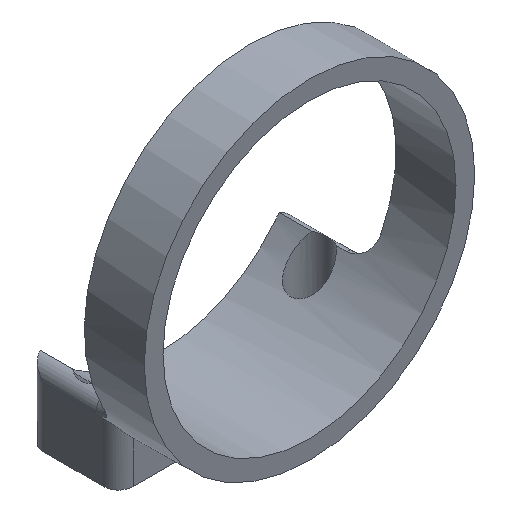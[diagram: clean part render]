
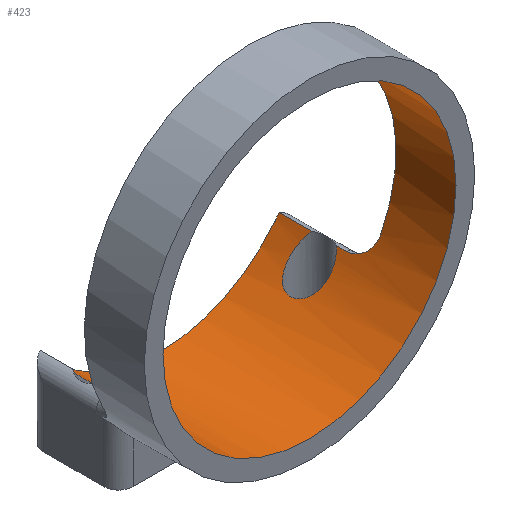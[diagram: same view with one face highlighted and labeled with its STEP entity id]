
A CAD part, isometric view. The second image highlights one B-rep face of the part: STEP entity #423.
In plain terms, the highlighted cylindrical face has radius 19.55 mm (diameter 39.1 mm), a full revolution.
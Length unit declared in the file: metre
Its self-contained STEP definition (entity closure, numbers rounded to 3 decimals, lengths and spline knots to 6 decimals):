
#27=LINE('',#686,#51);
#28=LINE('',#702,#52);
#29=LINE('',#716,#53);
#30=LINE('',#732,#54);
#51=VECTOR('',#532,1.);
#52=VECTOR('',#533,1.);
#53=VECTOR('',#536,1.);
#54=VECTOR('',#537,1.);
#75=CYLINDRICAL_SURFACE('',#467,0.01955);
#85=B_SPLINE_CURVE_WITH_KNOTS('',3,(#637,#638,#639,#640,#641),
 .UNSPECIFIED.,.F.,.F.,(4,1,4),(0.,0.002363,0.004726),
 .UNSPECIFIED.);
#90=B_SPLINE_CURVE_WITH_KNOTS('',3,(#680,#681,#682,#683,#684),
 .UNSPECIFIED.,.F.,.F.,(4,1,4),(0.,0.002359,0.004718),
 .UNSPECIFIED.);
#91=B_SPLINE_CURVE_WITH_KNOTS('',3,(#688,#689,#690,#691,#692,#693,#694,
#695,#696,#697,#698,#699,#700),.UNSPECIFIED.,.F.,.F.,(4,1,1,1,1,1,1,1,1,
1,4),(0.000095,0.002047,0.003999,0.005952,
0.006928,0.007904,0.00888,0.009856,
0.011808,0.01376,0.015712),.UNSPECIFIED.);
#92=B_SPLINE_CURVE_WITH_KNOTS('',3,(#704,#705,#706,#707),.UNSPECIFIED.,
 .F.,.F.,(4,4),(0.,0.00071),.UNSPECIFIED.);
#93=B_SPLINE_CURVE_WITH_KNOTS('',3,(#711,#712,#713,#714),.UNSPECIFIED.,
 .F.,.F.,(4,4),(0.,0.000706),.UNSPECIFIED.);
#94=B_SPLINE_CURVE_WITH_KNOTS('',3,(#718,#719,#720,#721,#722,#723,#724,
#725,#726,#727,#728,#729,#730),.UNSPECIFIED.,.F.,.F.,(4,1,1,1,1,1,1,1,1,
1,4),(0.000095,0.002047,0.003999,0.005952,
0.006928,0.007904,0.00888,0.009856,
0.011808,0.01376,0.015712),.UNSPECIFIED.);
#115=ORIENTED_EDGE('',*,*,#225,.F.);
#116=ORIENTED_EDGE('',*,*,#237,.T.);
#117=ORIENTED_EDGE('',*,*,#238,.F.);
#118=ORIENTED_EDGE('',*,*,#239,.T.);
#119=ORIENTED_EDGE('',*,*,#240,.T.);
#120=ORIENTED_EDGE('',*,*,#241,.F.);
#121=ORIENTED_EDGE('',*,*,#242,.T.);
#122=ORIENTED_EDGE('',*,*,#243,.T.);
#123=ORIENTED_EDGE('',*,*,#244,.F.);
#124=ORIENTED_EDGE('',*,*,#245,.T.);
#125=ORIENTED_EDGE('',*,*,#236,.F.);
#126=ORIENTED_EDGE('',*,*,#246,.F.);
#127=ORIENTED_EDGE('',*,*,#247,.T.);
#225=EDGE_CURVE('',#287,#288,#85,.F.);
#236=EDGE_CURVE('',#296,#294,#90,.F.);
#237=EDGE_CURVE('',#287,#297,#27,.F.);
#238=EDGE_CURVE('',#298,#297,#91,.T.);
#239=EDGE_CURVE('',#298,#299,#28,.F.);
#240=EDGE_CURVE('',#299,#300,#92,.T.);
#241=EDGE_CURVE('',#301,#300,#333,.T.);
#242=EDGE_CURVE('',#301,#302,#93,.T.);
#243=EDGE_CURVE('',#302,#303,#29,.T.);
#244=EDGE_CURVE('',#304,#303,#94,.T.);
#245=EDGE_CURVE('',#304,#294,#30,.T.);
#246=EDGE_CURVE('',#288,#296,#334,.T.);
#247=EDGE_CURVE('',#305,#305,#335,.T.);
#287=VERTEX_POINT('',#636);
#288=VERTEX_POINT('',#642);
#294=VERTEX_POINT('',#670);
#296=VERTEX_POINT('',#679);
#297=VERTEX_POINT('',#687);
#298=VERTEX_POINT('',#701);
#299=VERTEX_POINT('',#703);
#300=VERTEX_POINT('',#708);
#301=VERTEX_POINT('',#710);
#302=VERTEX_POINT('',#715);
#303=VERTEX_POINT('',#717);
#304=VERTEX_POINT('',#731);
#305=VERTEX_POINT('',#735);
#333=CIRCLE('',#468,0.01955);
#334=CIRCLE('',#469,0.01955);
#335=CIRCLE('',#470,0.01955);
#353=EDGE_LOOP('',(#115,#116,#117,#118,#119,#120,#121,#122,#123,#124,#125,
#126));
#354=EDGE_LOOP('',(#127));
#387=FACE_BOUND('',#353,.T.);
#388=FACE_BOUND('',#354,.T.);
#423=ADVANCED_FACE('',(#387,#388),#75,.F.);
#467=AXIS2_PLACEMENT_3D('',#685,#530,#531);
#468=AXIS2_PLACEMENT_3D('',#709,#534,#535);
#469=AXIS2_PLACEMENT_3D('',#733,#538,#539);
#470=AXIS2_PLACEMENT_3D('',#734,#540,#541);
#530=DIRECTION('',(0.,-1.,0.));
#531=DIRECTION('',(0.,0.,-1.));
#532=DIRECTION('',(0.,-1.,0.));
#533=DIRECTION('',(0.,-1.,0.));
#534=DIRECTION('',(0.,-1.,0.));
#535=DIRECTION('',(0.,0.,-1.));
#536=DIRECTION('',(0.,-1.,0.));
#537=DIRECTION('',(0.,-1.,0.));
#538=DIRECTION('',(0.,-1.,0.));
#539=DIRECTION('',(0.,0.,-1.));
#540=DIRECTION('',(0.,-1.,0.));
#541=DIRECTION('',(0.,0.,-1.));
#636=CARTESIAN_POINT('',(0.066122,0.011,-0.011345));
#637=CARTESIAN_POINT('',(0.067699,0.008,-0.008717));
#638=CARTESIAN_POINT('',(0.067343,0.008,-0.009432));
#639=CARTESIAN_POINT('',(0.066548,0.008658,-0.01077));
#640=CARTESIAN_POINT('',(0.066122,0.0102,-0.011345));
#641=CARTESIAN_POINT('',(0.066122,0.011,-0.011345));
#642=CARTESIAN_POINT('',(0.067699,0.008,-0.008717));
#670=CARTESIAN_POINT('',(0.034278,0.011,-0.011345));
#679=CARTESIAN_POINT('',(0.032701,0.008,-0.008717));
#680=CARTESIAN_POINT('',(0.034278,0.011,-0.011345));
#681=CARTESIAN_POINT('',(0.034278,0.0102,-0.011345));
#682=CARTESIAN_POINT('',(0.033853,0.00866,-0.010772));
#683=CARTESIAN_POINT('',(0.033057,0.008,-0.009432));
#684=CARTESIAN_POINT('',(0.032701,0.008,-0.008717));
#685=CARTESIAN_POINT('',(0.0502,0.008,0.));
#686=CARTESIAN_POINT('',(0.066122,0.008,-0.011345));
#687=CARTESIAN_POINT('',(0.066122,0.012324,-0.011345));
#688=CARTESIAN_POINT('',(0.066122,0.015676,-0.011345));
#689=CARTESIAN_POINT('',(0.065804,0.016041,-0.011791));
#690=CARTESIAN_POINT('',(0.065047,0.016519,-0.012768));
#691=CARTESIAN_POINT('',(0.063681,0.016634,-0.014207));
#692=CARTESIAN_POINT('',(0.062465,0.016028,-0.015239));
#693=CARTESIAN_POINT('',(0.061784,0.01499,-0.01575));
#694=CARTESIAN_POINT('',(0.061584,0.014011,-0.015893));
#695=CARTESIAN_POINT('',(0.061778,0.013023,-0.015755));
#696=CARTESIAN_POINT('',(0.062459,0.011976,-0.015243));
#697=CARTESIAN_POINT('',(0.063676,0.011367,-0.014211));
#698=CARTESIAN_POINT('',(0.065043,0.011479,-0.012773));
#699=CARTESIAN_POINT('',(0.065803,0.011959,-0.011792));
#700=CARTESIAN_POINT('',(0.066122,0.012324,-0.011345));
#701=CARTESIAN_POINT('',(0.066122,0.015676,-0.011345));
#702=CARTESIAN_POINT('',(0.066122,0.016162,-0.011345));
#703=CARTESIAN_POINT('',(0.066122,0.019955,-0.011345));
#704=CARTESIAN_POINT('',(0.066122,0.019955,-0.011345));
#705=CARTESIAN_POINT('',(0.065985,0.019985,-0.011537));
#706=CARTESIAN_POINT('',(0.065845,0.02,-0.011726));
#707=CARTESIAN_POINT('',(0.0657,0.02,-0.011914));
#708=CARTESIAN_POINT('',(0.0657,0.02,-0.011914));
#709=CARTESIAN_POINT('',(0.0502,0.02,0.));
#710=CARTESIAN_POINT('',(0.0347,0.02,-0.011914));
#711=CARTESIAN_POINT('',(0.0347,0.02,-0.011914));
#712=CARTESIAN_POINT('',(0.034554,0.02,-0.011725));
#713=CARTESIAN_POINT('',(0.034414,0.019984,-0.011535));
#714=CARTESIAN_POINT('',(0.034278,0.019955,-0.011345));
#715=CARTESIAN_POINT('',(0.034278,0.019955,-0.011345));
#716=CARTESIAN_POINT('',(0.034278,0.019955,-0.011345));
#717=CARTESIAN_POINT('',(0.034278,0.015676,-0.011345));
#718=CARTESIAN_POINT('',(0.034278,0.012324,-0.011345));
#719=CARTESIAN_POINT('',(0.034596,0.011959,-0.011791));
#720=CARTESIAN_POINT('',(0.035353,0.011481,-0.012768));
#721=CARTESIAN_POINT('',(0.036719,0.011366,-0.014207));
#722=CARTESIAN_POINT('',(0.037935,0.011972,-0.015239));
#723=CARTESIAN_POINT('',(0.038616,0.01301,-0.01575));
#724=CARTESIAN_POINT('',(0.038816,0.013989,-0.015893));
#725=CARTESIAN_POINT('',(0.038622,0.014977,-0.015755));
#726=CARTESIAN_POINT('',(0.037941,0.016024,-0.015243));
#727=CARTESIAN_POINT('',(0.036724,0.016633,-0.014211));
#728=CARTESIAN_POINT('',(0.035357,0.016521,-0.012773));
#729=CARTESIAN_POINT('',(0.034597,0.016041,-0.011792));
#730=CARTESIAN_POINT('',(0.034278,0.015676,-0.011345));
#731=CARTESIAN_POINT('',(0.034278,0.012324,-0.011345));
#732=CARTESIAN_POINT('',(0.034278,0.011838,-0.011345));
#733=CARTESIAN_POINT('',(0.0502,0.008,0.));
#734=CARTESIAN_POINT('',(0.0502,0.,0.));
#735=CARTESIAN_POINT('',(0.0502,0.,-0.01955));
